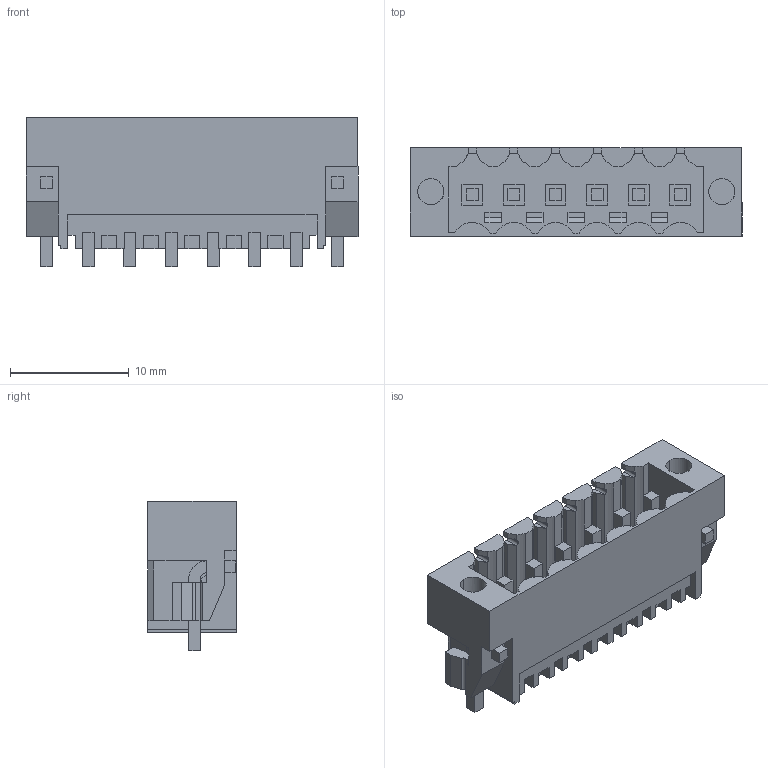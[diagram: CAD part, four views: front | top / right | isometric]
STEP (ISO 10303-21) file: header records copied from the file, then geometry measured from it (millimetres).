
FILE_DESCRIPTION(('CATIA V5 STEP Exchange','CAx-IF Rec.Pracs.--- Model Styling and Organization---1.2---2011-12-15'),'2;1');
FILE_NAME ('D1456526_0_1805270000_1805270000.stp','2018-03-20T12:11:20+00:00',('none'),('Weidmueller'),'CATIA Version 5-6 Release 2014','CATIA V5 STEP AP214','none');
FILE_SCHEMA(('AUTOMOTIVE_DESIGN { 1 0 10303 214 1 1 1 1 }'));
Length unit declared in the file: millimetre
Products named in the file (1): 1805270000
Bounding box: 27.95 x 7.45 x 12.55 mm (x, y, z)
Volume: 1017.6 mm3; surface area: 2539.5 mm2
Topology: 9 solids, 9 shells, 557 faces, 1625 edges, 1099 vertices
Faces by surface type: plane 503, cylinder 54
Entity records: 17803 total; most frequent: CARTESIAN_POINT 3286, ORIENTED_EDGE 3250, DIRECTION 2314, EDGE_CURVE 1625, VECTOR 1493, LINE 1493, VERTEX_POINT 1099, EDGE_LOOP 586
